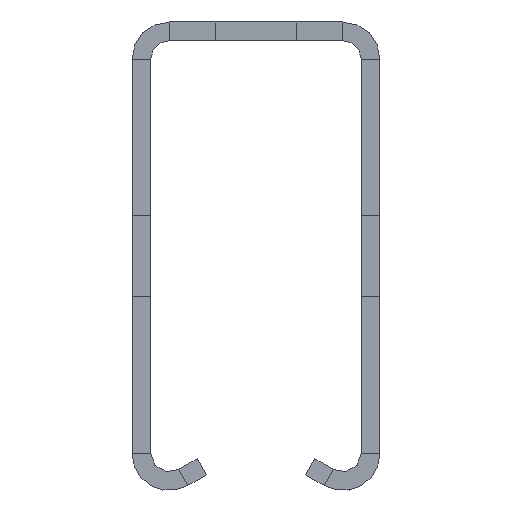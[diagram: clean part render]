
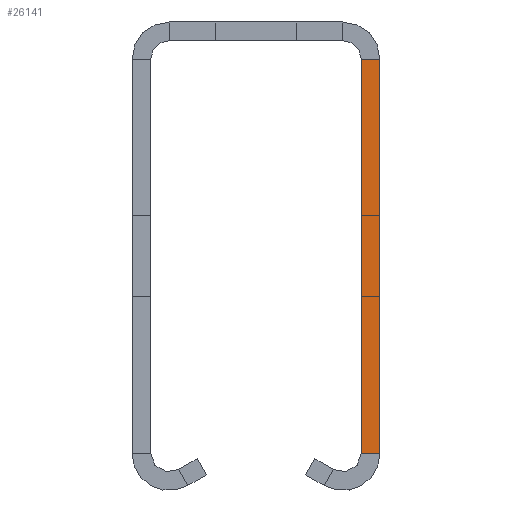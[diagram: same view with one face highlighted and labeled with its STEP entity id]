
A CAD part, front view. The second image highlights one B-rep face of the part: STEP entity #26141.
In plain terms, the highlighted planar face has unit normal (0, -1, 0).
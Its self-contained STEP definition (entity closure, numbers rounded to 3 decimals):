
#2183=DIRECTION('',(-1.,0.,0.));
#2184=VECTOR('',#2183,3.);
#2185=CARTESIAN_POINT('',(20.,-3000.,-69.608));
#2186=LINE('',#2185,#2184);
#2187=DIRECTION('',(0.,0.,-1.));
#2188=VECTOR('',#2187,63.608);
#2189=CARTESIAN_POINT('',(17.,-3000.,-6.));
#2190=LINE('',#2189,#2188);
#2191=DIRECTION('',(0.,0.,-1.));
#2192=VECTOR('',#2191,63.608);
#2193=CARTESIAN_POINT('',(20.,-3000.,-6.));
#2194=LINE('',#2193,#2192);
#4445=DIRECTION('',(-1.,0.,0.));
#4446=VECTOR('',#4445,3.);
#4447=CARTESIAN_POINT('',(20.,-3000.,-6.));
#4448=LINE('',#4447,#4446);
#19058=CARTESIAN_POINT('',(20.,-3000.,-69.608));
#19060=VERTEX_POINT('',#19058);
#19070=CARTESIAN_POINT('',(20.,-3000.,-6.));
#19072=VERTEX_POINT('',#19070);
#19090=CARTESIAN_POINT('',(17.,-3000.,-69.608));
#19092=VERTEX_POINT('',#19090);
#19102=CARTESIAN_POINT('',(17.,-3000.,-6.));
#19104=VERTEX_POINT('',#19102);
#26127=CARTESIAN_POINT('',(18.5,-3000.,-39.451));
#26128=DIRECTION('',(0.,-1.,0.));
#26129=DIRECTION('',(0.,0.,-1.));
#26130=AXIS2_PLACEMENT_3D('',#26127,#26128,#26129);
#26131=PLANE('',#26130);
#26133=ORIENTED_EDGE('',*,*,#26132,.T.);
#26135=ORIENTED_EDGE('',*,*,#26134,.F.);
#26137=ORIENTED_EDGE('',*,*,#26136,.F.);
#26138=ORIENTED_EDGE('',*,*,#24918,.T.);
#26139=EDGE_LOOP('',(#26133,#26135,#26137,#26138));
#26140=FACE_OUTER_BOUND('',#26139,.F.);
#26141=ADVANCED_FACE('',(#26140),#26131,.T.);
#24918=EDGE_CURVE('',#19072,#19060,#2194,.T.);
#26132=EDGE_CURVE('',#19060,#19092,#2186,.T.);
#26134=EDGE_CURVE('',#19104,#19092,#2190,.T.);
#26136=EDGE_CURVE('',#19072,#19104,#4448,.T.);
